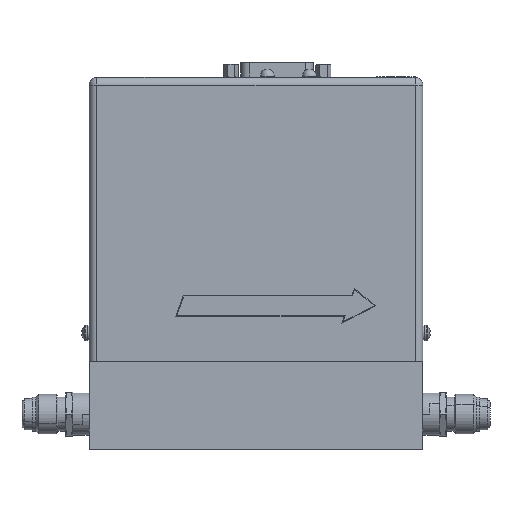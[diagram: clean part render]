
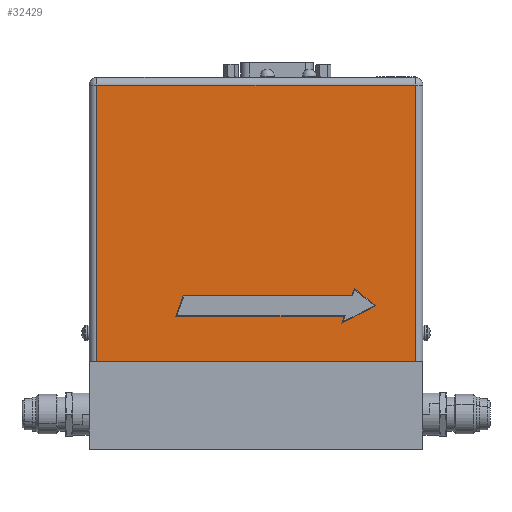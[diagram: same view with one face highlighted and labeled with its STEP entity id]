
A CAD part, top view. The second image highlights one B-rep face of the part: STEP entity #32429.
In plain terms, the highlighted planar face has unit normal (0, 0, 1).
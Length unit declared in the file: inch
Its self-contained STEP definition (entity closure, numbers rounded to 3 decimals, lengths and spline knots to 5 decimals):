
#7038=DIRECTION('',(0.,-1.,0.));
#7039=VECTOR('',#7038,3.93);
#7040=CARTESIAN_POINT('',(-0.11,3.805,0.71));
#7041=LINE('',#7040,#7039);
#7075=DIRECTION('',(-0.342,-0.94,0.));
#7076=VECTOR('',#7075,0.31925);
#7077=CARTESIAN_POINT('',(-3.40941,0.815,0.71));
#7078=LINE('',#7077,#7076);
#7079=DIRECTION('',(1.,0.,0.));
#7080=VECTOR('',#7079,2.399);
#7081=CARTESIAN_POINT('',(-3.5186,0.515,0.71));
#7082=LINE('',#7081,#7080);
#7083=DIRECTION('',(-0.342,-0.94,0.));
#7084=VECTOR('',#7083,0.10642);
#7085=CARTESIAN_POINT('',(-1.1196,0.515,0.71));
#7086=LINE('',#7085,#7084);
#7087=DIRECTION('',(0.887,0.462,0.));
#7088=VECTOR('',#7087,0.54113);
#7089=CARTESIAN_POINT('',(-1.156,0.415,0.71));
#7090=LINE('',#7089,#7088);
#7091=DIRECTION('',(-0.766,0.643,0.));
#7092=VECTOR('',#7091,0.38893);
#7093=CARTESIAN_POINT('',(-0.67608,0.665,0.71));
#7094=LINE('',#7093,#7092);
#7095=DIRECTION('',(-0.342,-0.94,0.));
#7096=VECTOR('',#7095,0.10642);
#7097=CARTESIAN_POINT('',(-0.97401,0.915,0.71));
#7098=LINE('',#7097,#7096);
#7099=DIRECTION('',(-1.,0.,0.));
#7100=VECTOR('',#7099,2.399);
#7101=CARTESIAN_POINT('',(-1.01041,0.815,0.71));
#7102=LINE('',#7101,#7100);
#7103=DIRECTION('',(0.,-1.,0.));
#7104=VECTOR('',#7103,3.93);
#7105=CARTESIAN_POINT('',(-4.64,3.805,0.71));
#7106=LINE('',#7105,#7104);
#7107=DIRECTION('',(1.,0.,0.));
#7108=VECTOR('',#7107,4.53);
#7109=CARTESIAN_POINT('',(-4.64,3.805,0.71));
#7110=LINE('',#7109,#7108);
#7111=DIRECTION('',(1.,0.,0.));
#7112=VECTOR('',#7111,4.53);
#7113=CARTESIAN_POINT('',(-4.64,-0.125,0.71));
#7114=LINE('',#7113,#7112);
#21006=CARTESIAN_POINT('',(-4.64,3.805,0.71));
#21007=VERTEX_POINT('',#21006);
#21010=CARTESIAN_POINT('',(-0.11,3.805,0.71));
#21011=VERTEX_POINT('',#21010);
#21204=CARTESIAN_POINT('',(-3.40941,0.815,0.71));
#21205=CARTESIAN_POINT('',(-3.5186,0.515,0.71));
#21206=VERTEX_POINT('',#21204);
#21207=VERTEX_POINT('',#21205);
#21208=CARTESIAN_POINT('',(-1.1196,0.515,0.71));
#21209=VERTEX_POINT('',#21208);
#21210=CARTESIAN_POINT('',(-1.156,0.415,0.71));
#21211=VERTEX_POINT('',#21210);
#21212=CARTESIAN_POINT('',(-0.67608,0.665,0.71));
#21213=VERTEX_POINT('',#21212);
#21214=CARTESIAN_POINT('',(-0.97401,0.915,0.71));
#21215=VERTEX_POINT('',#21214);
#21216=CARTESIAN_POINT('',(-1.01041,0.815,0.71));
#21217=VERTEX_POINT('',#21216);
#22793=CARTESIAN_POINT('',(-4.64,-0.125,0.71));
#22795=VERTEX_POINT('',#22793);
#22798=CARTESIAN_POINT('',(-0.11,-0.125,0.71));
#22799=VERTEX_POINT('',#22798);
#32402=CARTESIAN_POINT('',(-4.64,3.805,0.71));
#32403=DIRECTION('',(0.,0.,1.));
#32404=DIRECTION('',(0.,-1.,0.));
#32405=AXIS2_PLACEMENT_3D('',#32402,#32403,#32404);
#32406=PLANE('',#32405);
#32407=ORIENTED_EDGE('',*,*,#30535,.F.);
#32408=ORIENTED_EDGE('',*,*,#32255,.T.);
#32409=ORIENTED_EDGE('',*,*,#32373,.T.);
#32410=ORIENTED_EDGE('',*,*,#26171,.F.);
#32411=EDGE_LOOP('',(#32407,#32408,#32409,#32410));
#32412=FACE_OUTER_BOUND('',#32411,.F.);
#32414=ORIENTED_EDGE('',*,*,#32413,.T.);
#32416=ORIENTED_EDGE('',*,*,#32415,.T.);
#32418=ORIENTED_EDGE('',*,*,#32417,.T.);
#32420=ORIENTED_EDGE('',*,*,#32419,.T.);
#32422=ORIENTED_EDGE('',*,*,#32421,.T.);
#32424=ORIENTED_EDGE('',*,*,#32423,.T.);
#32426=ORIENTED_EDGE('',*,*,#32425,.T.);
#32427=EDGE_LOOP('',(#32414,#32416,#32418,#32420,#32422,#32424,#32426));
#32428=FACE_BOUND('',#32427,.F.);
#32429=ADVANCED_FACE('',(#32412,#32428),#32406,.T.);
#26171=EDGE_CURVE('',#22795,#22799,#7114,.T.);
#30535=EDGE_CURVE('',#21007,#22795,#7106,.T.);
#32255=EDGE_CURVE('',#21007,#21011,#7110,.T.);
#32373=EDGE_CURVE('',#21011,#22799,#7041,.T.);
#32413=EDGE_CURVE('',#21206,#21207,#7078,.T.);
#32415=EDGE_CURVE('',#21207,#21209,#7082,.T.);
#32417=EDGE_CURVE('',#21209,#21211,#7086,.T.);
#32419=EDGE_CURVE('',#21211,#21213,#7090,.T.);
#32421=EDGE_CURVE('',#21213,#21215,#7094,.T.);
#32423=EDGE_CURVE('',#21215,#21217,#7098,.T.);
#32425=EDGE_CURVE('',#21217,#21206,#7102,.T.);
